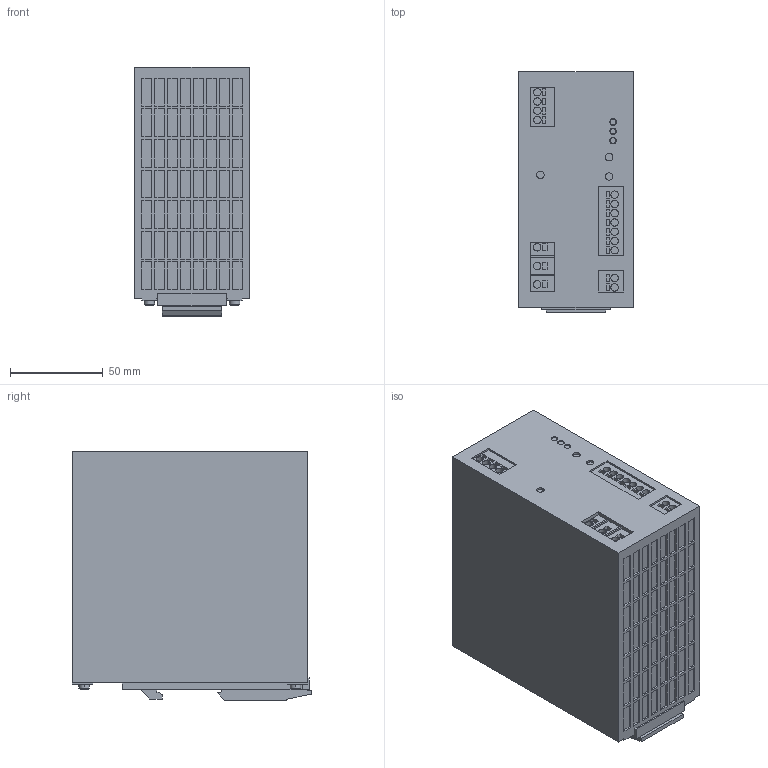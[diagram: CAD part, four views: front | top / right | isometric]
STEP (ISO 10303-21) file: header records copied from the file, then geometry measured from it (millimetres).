
FILE_DESCRIPTION (( 'STEP AP214' ), '1' );
FILE_NAME ('928043.STEP', '2024-08-08T14:44:48', ( '' ), ( '' ), 'SwSTEP 2.0', 'SolidWorks 2022', '' );
FILE_SCHEMA (( 'AUTOMOTIVE_DESIGN' ));
Length unit declared in the file: millimetre
Products named in the file (1): 928043
Bounding box: 62 x 129.3 x 134.3 mm (x, y, z)
Volume: 994351.7 mm3; surface area: 71870.3 mm2
Topology: 1 solids, 1 shells, 823 faces, 1963 edges, 1306 vertices
Faces by surface type: plane 757, cylinder 58, cone 8
Entity records: 23431 total; most frequent: CARTESIAN_POINT 4093, ORIENTED_EDGE 3926, DIRECTION 3735, EDGE_CURVE 1963, LINE 1839, VECTOR 1839, VERTEX_POINT 1306, EDGE_LOOP 987
